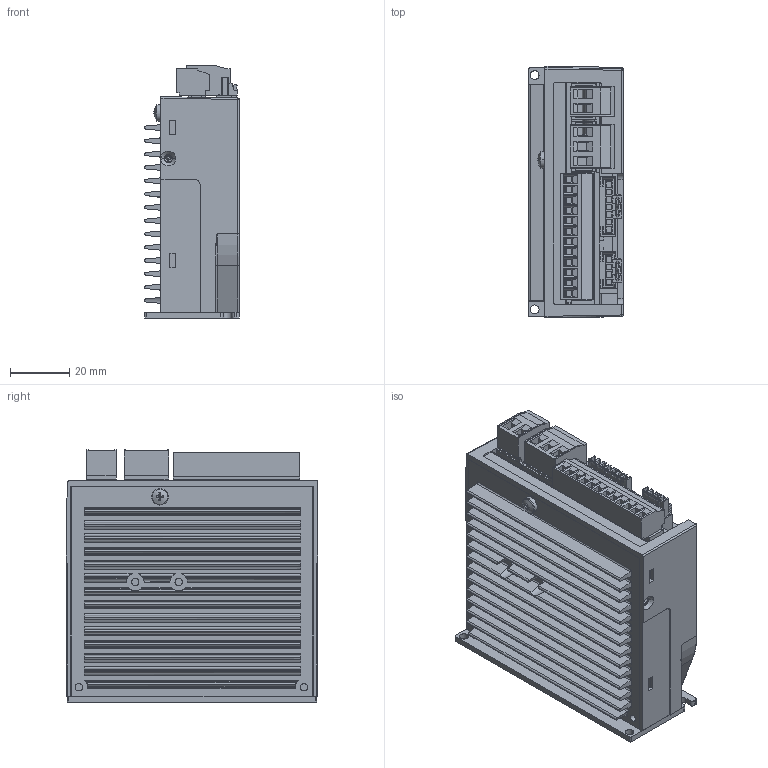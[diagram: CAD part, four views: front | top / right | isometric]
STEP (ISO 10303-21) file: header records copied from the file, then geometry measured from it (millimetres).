
FILE_DESCRIPTION (( 'STEP AP203' ), '1' );
FILE_NAME ('Assem_obcover_FP010011.STEP', '2010-03-03T16:05:14', ( '' ), ( '' ), 'SwSTEP 2.0', 'SolidWorks 2011', '' );
FILE_SCHEMA (( 'CONFIG_CONTROL_DESIGN' ));
Length unit declared in the file: millimetre
Products named in the file (1): Assem_obcover_FP010011
Bounding box: 32 x 85.21 x 85.38 mm (x, y, z)
Surface area: 74357.3 mm2 (no closed solid volume)
Topology: 0 solids, 52 shells, 1000 faces, 4003 edges, 3035 vertices
Faces by surface type: plane 788, cylinder 189, bspline 17, cone 6
Entity records: 59587 total; most frequent: CARTESIAN_POINT 28015, ORIENTED_EDGE 6257, DIRECTION 5262, EDGE_CURVE 3997, VERTEX_POINT 3033, LINE 2836, VECTOR 2836, EDGE_LOOP 1447
